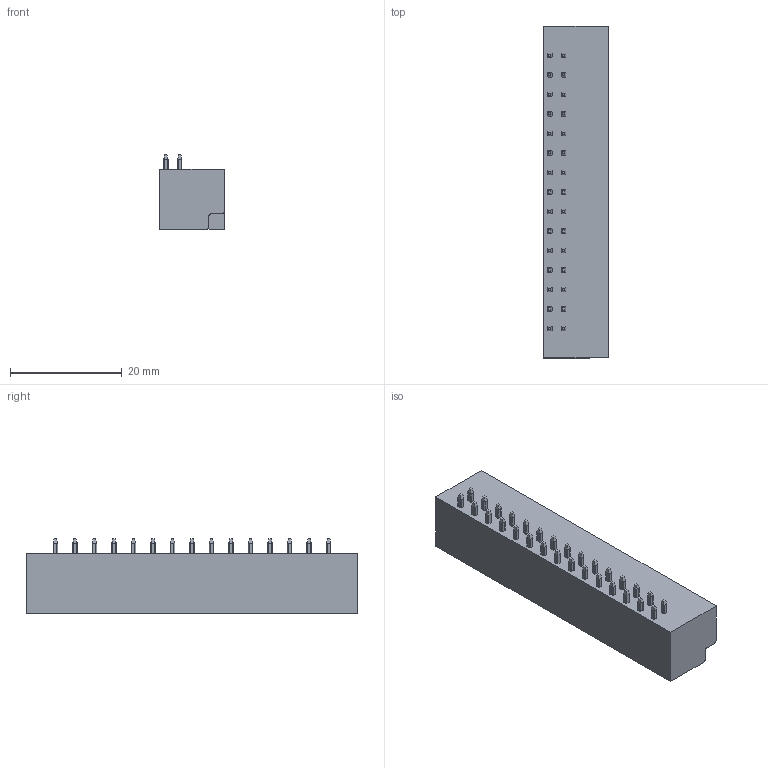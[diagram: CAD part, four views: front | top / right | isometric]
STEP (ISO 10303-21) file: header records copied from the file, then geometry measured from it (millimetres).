
FILE_DESCRIPTION((''),'2;1');
FILE_NAME('1111','2024-11-16T08:10:41',('tluser'),(''),'CREO PARAMETRIC BY PTC INC, 2018100','CREO PARAMETRIC BY PTC INC, 2018100','');
FILE_SCHEMA(('CONFIG_CONTROL_DESIGN'));
Length unit declared in the file: millimetre
Products named in the file (1): 1111
Bounding box: 11.6 x 59.5 x 13.4 mm (x, y, z)
Volume: 5347.1 mm3; surface area: 5235.3 mm2
Topology: 1 solids, 1 shells, 1324 faces, 3771 edges, 2514 vertices
Faces by surface type: plane 857, cylinder 362, extrusion 105
Entity records: 44284 total; most frequent: CARTESIAN_POINT 10371, ORIENTED_EDGE 7542, DIRECTION 6258, EDGE_CURVE 3771, VECTOR 2702, LINE 2597, VERTEX_POINT 2514, AXIS2_PLACEMENT_3D 1778
